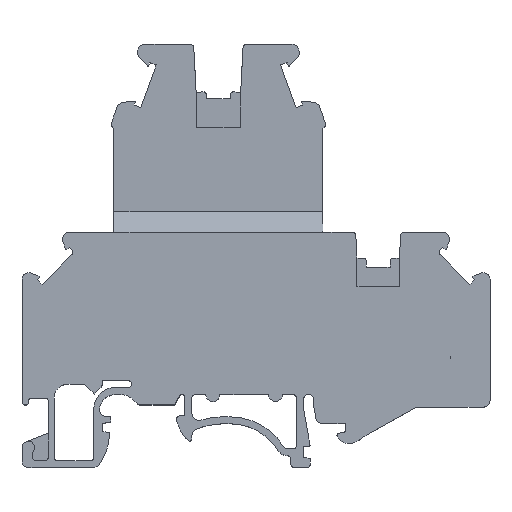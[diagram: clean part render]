
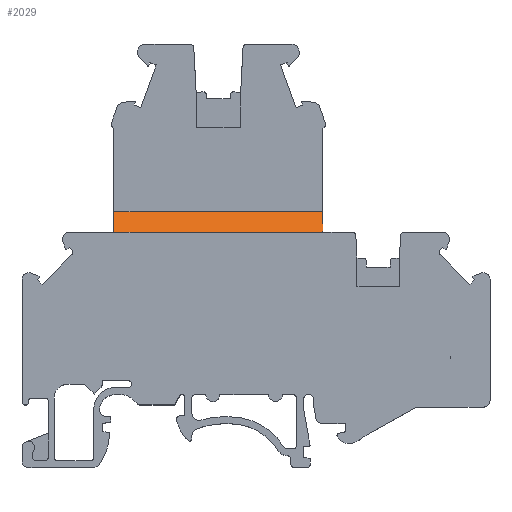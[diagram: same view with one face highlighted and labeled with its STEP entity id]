
A CAD part, top view. The second image highlights one B-rep face of the part: STEP entity #2029.
In plain terms, the highlighted planar face has unit normal (0, 0.643, 0.766).
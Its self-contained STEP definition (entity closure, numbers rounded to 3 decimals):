
#2029=ADVANCED_FACE('',(#4528),#4530,.F.);
#4528=FACE_BOUND('',#4529,.T.);
#4529=EDGE_LOOP('',(#6675,#6676,#6677,#6678));
#4530=PLANE('',#4531);
#4531=AXIS2_PLACEMENT_3D('',#4532,#4533,#4534);
#4532=CARTESIAN_POINT('',(657.5,20.,6.2));
#4533=DIRECTION('',(0.,-0.643,-0.766));
#4534=DIRECTION('',(0.,0.766,-0.643));
#6675=ORIENTED_EDGE('',*,*,#7356,.F.);
#6676=ORIENTED_EDGE('',*,*,#7930,.F.);
#6677=ORIENTED_EDGE('',*,*,#7304,.T.);
#6678=ORIENTED_EDGE('',*,*,#7931,.T.);
#7304=EDGE_CURVE('',#8346,#8344,#8347,.T.);
#7356=EDGE_CURVE('',#8448,#8450,#8451,.T.);
#7930=EDGE_CURVE('',#8346,#8448,#9390,.T.);
#7931=EDGE_CURVE('',#8344,#8450,#9391,.T.);
#8344=VERTEX_POINT('',#10176);
#8346=VERTEX_POINT('',#10180);
#8347=LINE('',#10181,#10182);
#8448=VERTEX_POINT('',#10406);
#8450=VERTEX_POINT('',#10410);
#8451=LINE('',#10411,#10412);
#9390=LINE('',#12771,#12772);
#9391=LINE('',#12774,#12775);
#10176=CARTESIAN_POINT('',(715.,20.,6.2));
#10180=CARTESIAN_POINT('',(685.,20.,6.2));
#10181=CARTESIAN_POINT('',(685.,20.,6.2));
#10182=VECTOR('',#10183,1.);
#10183=DIRECTION('',(1.,0.,0.));
#10406=CARTESIAN_POINT('',(685.,22.979,3.7));
#10410=CARTESIAN_POINT('',(715.,22.979,3.7));
#10411=CARTESIAN_POINT('',(685.,22.979,3.7));
#10412=VECTOR('',#10413,1.);
#10413=DIRECTION('',(1.,0.,0.));
#12771=CARTESIAN_POINT('',(685.,20.,6.2));
#12772=VECTOR('',#12773,1.);
#12773=DIRECTION('',(0.,0.766,-0.643));
#12774=CARTESIAN_POINT('',(715.,20.,6.2));
#12775=VECTOR('',#12776,1.);
#12776=DIRECTION('',(0.,0.766,-0.643));
